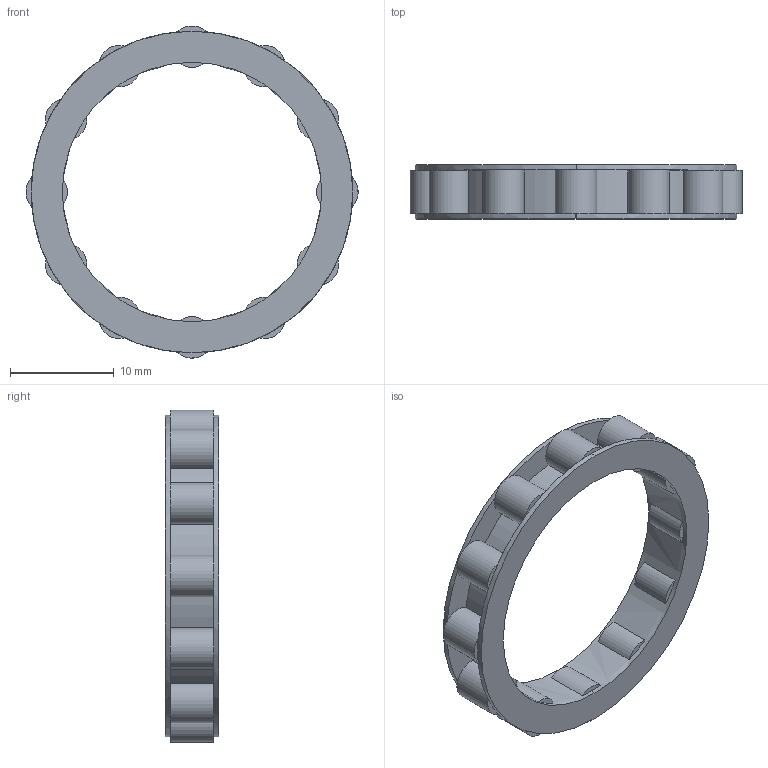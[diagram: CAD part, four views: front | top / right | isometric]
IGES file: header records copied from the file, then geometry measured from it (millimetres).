
Start section:  PTC IGES file: rl432-4.igs
Global section: file name: rl432-4.igs; native system: Creo Parametric by Parametric Technology Corporation; preprocessor: 2013150; author: sales 4; organization: Unknown; date: 20140320.113043; units: millimetre
Bounding box: 31.99 x 5.2 x 31.99 mm (x, y, z)
Surface area: 1931.7 mm2 (no closed solid volume)
Topology: 0 solids, 0 shells, 549 faces, 2970 edges, 2970 vertices
Faces by surface type: bspline 507, revolution 42
